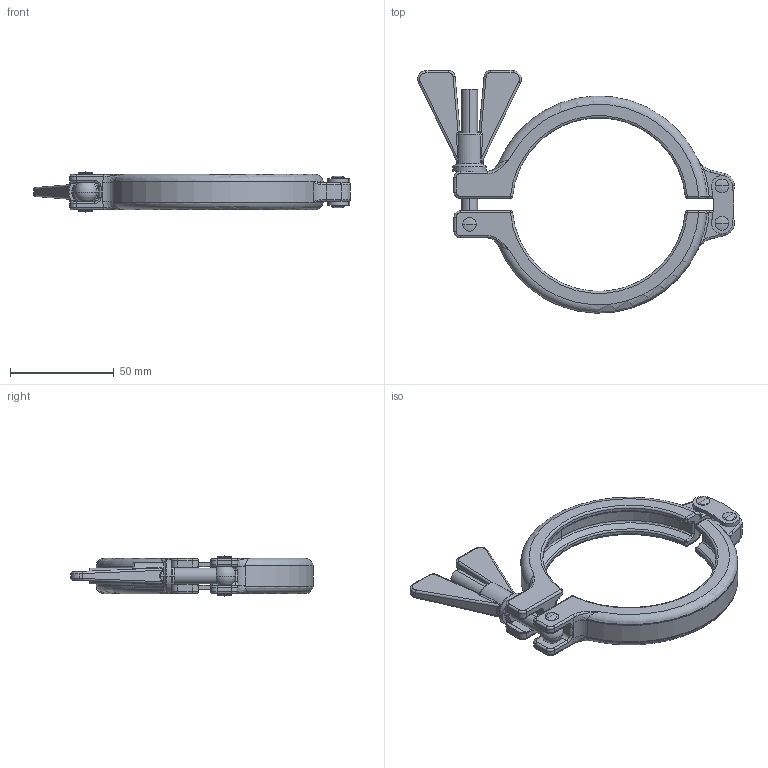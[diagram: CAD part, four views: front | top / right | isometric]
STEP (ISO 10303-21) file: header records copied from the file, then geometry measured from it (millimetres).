
FILE_DESCRIPTION (( 'STEP AP214' ), '1' );
FILE_NAME ('CL.SAF.0300.STEP', '2020-05-19T11:31:34', ( '' ), ( '' ), 'SwSTEP 2.0', 'SolidWorks 2020', '' );
FILE_SCHEMA (( 'AUTOMOTIVE_DESIGN' ));
Length unit declared in the file: millimetre
Products named in the file (1): CL.SAF.0300
Bounding box: 152.61 x 116.83 x 19.3 mm (x, y, z)
Volume: 57521.5 mm3; surface area: 27168.6 mm2
Topology: 4 solids, 4 shells, 438 faces, 1010 edges, 573 vertices
Faces by surface type: cylinder 165, torus 83, bspline 82, plane 58, sphere 36, cone 14
Entity records: 15232 total; most frequent: CARTESIAN_POINT 5741, DIRECTION 2061, ORIENTED_EDGE 1974, EDGE_CURVE 987, AXIS2_PLACEMENT_3D 898, VERTEX_POINT 572, CIRCLE 541, EDGE_LOOP 461
